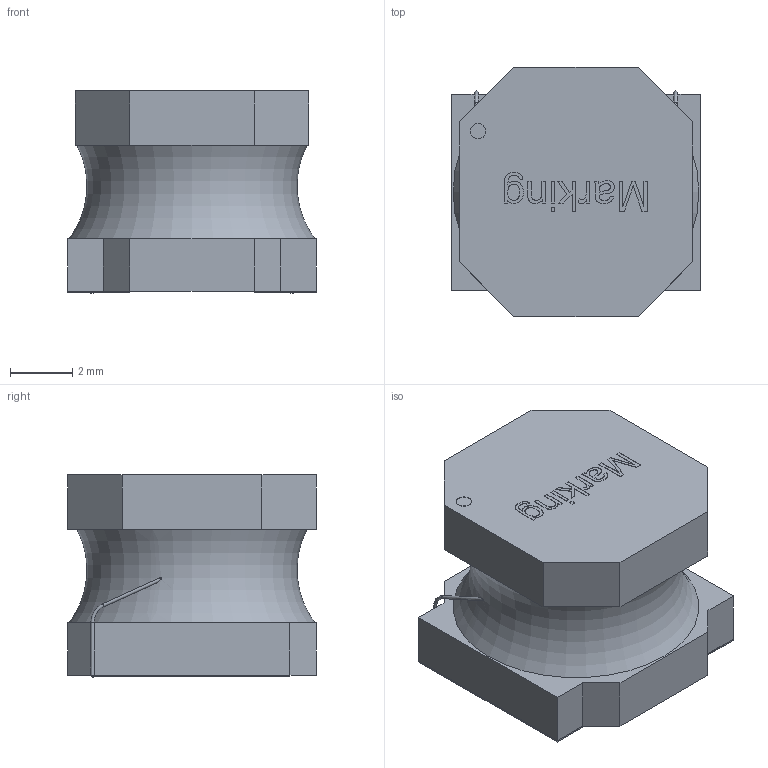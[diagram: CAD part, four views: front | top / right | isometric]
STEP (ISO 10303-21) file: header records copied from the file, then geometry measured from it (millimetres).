
FILE_DESCRIPTION(/* description */ ('Unknown'),/* implementation_level */ '2;1');
FILE_NAME(/* name */ 'L_Wurth_WE-LQS_8065',/* time_stamp */ '2022-03-08T10:58:48+08:00',/* author */ ('Unknown'),/* organization */ ('Unknown'),/* preprocessor_version */ 'ST-DEVELOPER v16.7',/* originating_system */ 'Solid Edge',/* authorisation */ 'Unknown');
FILE_SCHEMA (('AUTOMOTIVE_DESIGN {1 0 10303 214 3 1 1}'));
Length unit declared in the file: millimetre
Products named in the file (2): L_Wurth_WE-LQS_8065
Assembly tree (1 placements, depth 2):
  L_Wurth_WE-LQS_8065
    L_Wurth_WE-LQS_8065
Bounding box: 8 x 8 x 6.5 mm (x, y, z)
Volume: 312.6 mm3; surface area: 559.2 mm2
Topology: 6 solids, 6 shells, 137 faces, 330 edges, 220 vertices
Faces by surface type: plane 102, bspline 21, cylinder 11, torus 3
Full cylindrical faces by diameter (mm): 0.1 x6, 0.5 x1, 5 x2
Entity records: 5326 total; most frequent: CARTESIAN_POINT 1522, ORIENTED_EDGE 622, DIRECTION 522, EDGE_CURVE 311, LINE 246, VECTOR 246, VERTEX_POINT 214, EDGE_LOOP 167
